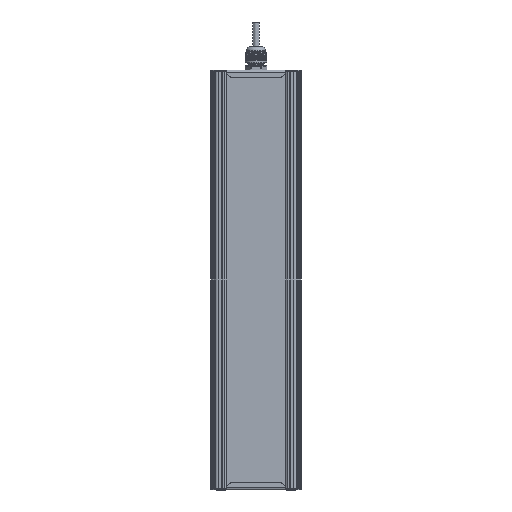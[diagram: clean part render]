
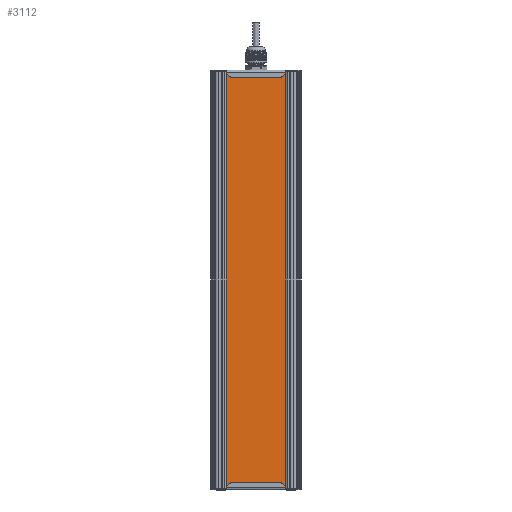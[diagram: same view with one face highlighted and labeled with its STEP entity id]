
A CAD part, front view. The second image highlights one B-rep face of the part: STEP entity #3112.
In plain terms, the highlighted face is planar.
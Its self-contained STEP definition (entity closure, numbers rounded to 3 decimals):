
#3112=ADVANCED_FACE('',(#10138),#10140,.T.);
#10138=FACE_BOUND('',#10139,.T.);
#10139=EDGE_LOOP('',(#36527,#36528,#36529,#36530));
#10140=PLANE('',#10141);
#10141=AXIS2_PLACEMENT_3D('',#10142,#10143,#10144);
#10142=CARTESIAN_POINT('',(120.465,593.492,117.308));
#10143=DIRECTION('',(0.,0.,-1.));
#10144=DIRECTION('',(0.,1.,0.));
#36527=ORIENTED_EDGE('',*,*,#42826,.T.);
#36528=ORIENTED_EDGE('',*,*,#42825,.T.);
#36529=ORIENTED_EDGE('',*,*,#42827,.F.);
#36530=ORIENTED_EDGE('',*,*,#42828,.F.);
#42825=EDGE_CURVE('',#48328,#48333,#48335,.T.);
#42826=EDGE_CURVE('',#48336,#48328,#48337,.T.);
#42827=EDGE_CURVE('',#48338,#48333,#48339,.T.);
#42828=EDGE_CURVE('',#48336,#48338,#48340,.T.);
#48328=VERTEX_POINT('',#67970);
#48333=VERTEX_POINT('',#67979);
#48335=LINE('',#67983,#67984);
#48336=VERTEX_POINT('',#67986);
#48337=LINE('',#67987,#67988);
#48338=VERTEX_POINT('',#67990);
#48339=LINE('',#67991,#67992);
#48340=LINE('',#67994,#67995);
#67970=CARTESIAN_POINT('',(120.465,679.838,117.308));
#67979=CARTESIAN_POINT('',(636.465,679.838,117.308));
#67983=CARTESIAN_POINT('',(120.465,679.838,117.308));
#67984=VECTOR('',#67985,1.);
#67985=DIRECTION('',(1.,0.,0.));
#67986=CARTESIAN_POINT('',(120.465,593.492,117.308));
#67987=CARTESIAN_POINT('',(120.465,593.492,117.308));
#67988=VECTOR('',#67989,1.);
#67989=DIRECTION('',(0.,1.,0.));
#67990=CARTESIAN_POINT('',(636.465,593.492,117.308));
#67991=CARTESIAN_POINT('',(636.465,593.492,117.308));
#67992=VECTOR('',#67993,1.);
#67993=DIRECTION('',(0.,1.,0.));
#67994=CARTESIAN_POINT('',(120.465,593.492,117.308));
#67995=VECTOR('',#67996,1.);
#67996=DIRECTION('',(1.,0.,0.));
